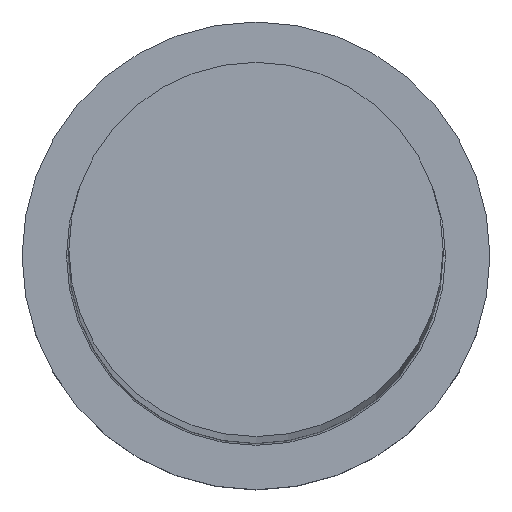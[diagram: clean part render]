
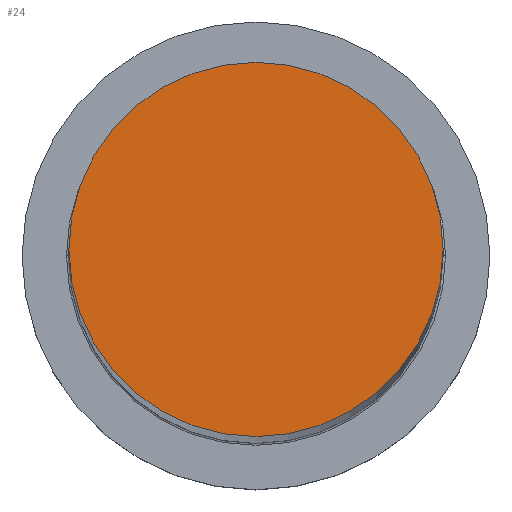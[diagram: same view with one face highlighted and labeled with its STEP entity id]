
A CAD part, top view. The second image highlights one B-rep face of the part: STEP entity #24.
In plain terms, the highlighted planar face has unit normal (0, 0, 1).
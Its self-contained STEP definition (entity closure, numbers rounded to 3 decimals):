
#3 = VERTEX_POINT ( 'NONE', #145 ) ;
#14 = ORIENTED_EDGE ( 'NONE', *, *, #80, .T. ) ;
#24 = ADVANCED_FACE ( 'NONE', ( #223 ), #201, .T. ) ;
#60 = CARTESIAN_POINT ( 'NONE',  ( 0., 0., 325. ) ) ;
#66 = DIRECTION ( 'NONE',  ( 0., 0., 1. ) ) ;
#69 = CARTESIAN_POINT ( 'NONE',  ( 0., 0., 325. ) ) ;
#80 = EDGE_CURVE ( 'NONE', #3, #204, #306, .T. ) ;
#81 = DIRECTION ( 'NONE',  ( 0., 0., 1. ) ) ;
#83 = AXIS2_PLACEMENT_3D ( 'NONE', #60, #81, #163 ) ;
#114 = DIRECTION ( 'NONE',  ( 1., 0., 0. ) ) ;
#131 = AXIS2_PLACEMENT_3D ( 'NONE', #69, #202, #244 ) ;
#145 = CARTESIAN_POINT ( 'NONE',  ( 16., 0., 325. ) ) ;
#163 = DIRECTION ( 'NONE',  ( 1., 0., 0. ) ) ;
#175 = AXIS2_PLACEMENT_3D ( 'NONE', #259, #66, #114 ) ;
#201 = PLANE ( 'NONE',  #131 ) ;
#202 = DIRECTION ( 'NONE',  ( 0., 0., 1. ) ) ;
#204 = VERTEX_POINT ( 'NONE', #294 ) ;
#223 = FACE_OUTER_BOUND ( 'NONE', #265, .T. ) ;
#244 = DIRECTION ( 'NONE',  ( 1., 0., 0. ) ) ;
#256 = CIRCLE ( 'NONE', #83, 16. ) ;
#259 = CARTESIAN_POINT ( 'NONE',  ( 0., 0., 325. ) ) ;
#265 = EDGE_LOOP ( 'NONE', ( #295, #14 ) ) ;
#290 = EDGE_CURVE ( 'NONE', #204, #3, #256, .T. ) ;
#294 = CARTESIAN_POINT ( 'NONE',  ( -16., 0., 325. ) ) ;
#295 = ORIENTED_EDGE ( 'NONE', *, *, #290, .T. ) ;
#306 = CIRCLE ( 'NONE', #175, 16. ) ;
